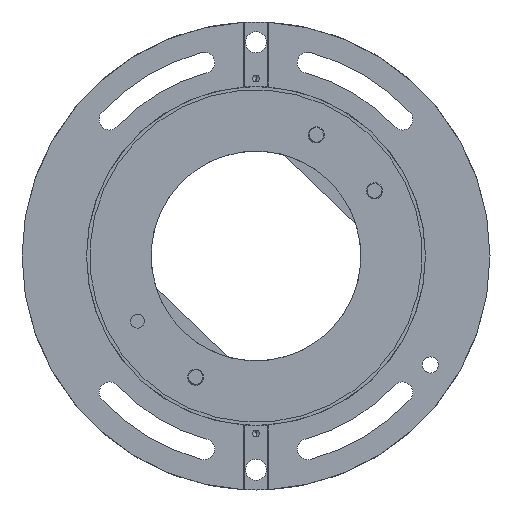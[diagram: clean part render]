
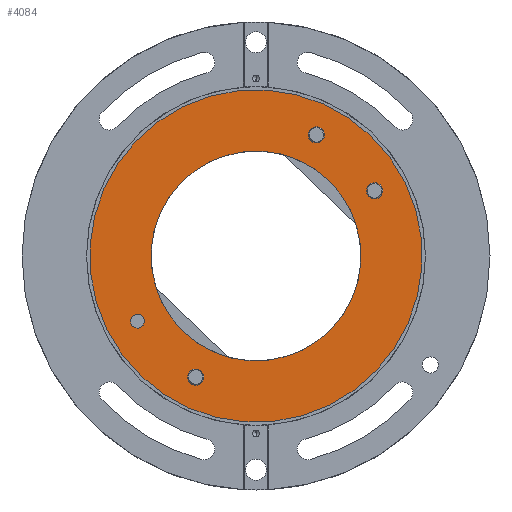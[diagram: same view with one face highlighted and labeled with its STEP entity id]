
A CAD part, front view. The second image highlights one B-rep face of the part: STEP entity #4084.
In plain terms, the highlighted face is planar.
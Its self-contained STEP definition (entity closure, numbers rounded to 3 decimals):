
#194 = CARTESIAN_POINT ( 'NONE',  ( 0., -80., -29.25 ) ) ;
#197 = CARTESIAN_POINT ( 'NONE',  ( 0., -80., 29.25 ) ) ;
#199 = CARTESIAN_POINT ( 'NONE',  ( 0., 80., -20.75 ) ) ;
#216 = CARTESIAN_POINT ( 'NONE',  ( 0., 80., 20.75 ) ) ;
#219 = CARTESIAN_POINT ( 'NONE',  ( 0., 80., 29.25 ) ) ;
#220 = CARTESIAN_POINT ( 'NONE',  ( 0., -80., 20.75 ) ) ;
#222 = CARTESIAN_POINT ( 'NONE',  ( 0., 80., -29.25 ) ) ;
#358 = CARTESIAN_POINT ( 'NONE',  ( 0., -80., -20.75 ) ) ;
#592 = CARTESIAN_POINT ( 'NONE',  ( 0., -80., 25. ) ) ;
#605 = DIRECTION ( 'NONE',  ( -1., 0., 0. ) ) ;
#621 = CARTESIAN_POINT ( 'NONE',  ( 0., 0., 0. ) ) ;
#628 = DIRECTION ( 'NONE',  ( -1., 0., 0. ) ) ;
#630 = DIRECTION ( 'NONE',  ( 0., 0., 1. ) ) ;
#634 = DIRECTION ( 'NONE',  ( 0., 0., 1. ) ) ;
#875 = CIRCLE ( 'NONE', #4956, 4.25 ) ;
#882 = CIRCLE ( 'NONE', #5017, 4.25 ) ;
#884 = CIRCLE ( 'NONE', #4998, 4.25 ) ;
#905 = CIRCLE ( 'NONE', #4990, 4.25 ) ;
#920 = CIRCLE ( 'NONE', #4999, 103. ) ;
#921 = CIRCLE ( 'NONE', #5027, 65. ) ;
#937 = CIRCLE ( 'NONE', #4931, 4.25 ) ;
#952 = CIRCLE ( 'NONE', #5008, 4.25 ) ;
#958 = CIRCLE ( 'NONE', #4983, 65. ) ;
#993 = CIRCLE ( 'NONE', #5023, 4.25 ) ;
#1945 = DIRECTION ( 'NONE',  ( 0., 0., 1. ) ) ;
#1952 = DIRECTION ( 'NONE',  ( -1., 0., 0. ) ) ;
#1961 = CARTESIAN_POINT ( 'NONE',  ( 0., -80., -25. ) ) ;
#1995 = CARTESIAN_POINT ( 'NONE',  ( 0., -80., 25. ) ) ;
#2017 = DIRECTION ( 'NONE',  ( 0., 0., 1. ) ) ;
#2025 = DIRECTION ( 'NONE',  ( -1., 0., 0. ) ) ;
#2026 = CARTESIAN_POINT ( 'NONE',  ( 0., 80., -25. ) ) ;
#2030 = DIRECTION ( 'NONE',  ( 0., 0., 1. ) ) ;
#2031 = DIRECTION ( 'NONE',  ( -1., 0., 0. ) ) ;
#2033 = CARTESIAN_POINT ( 'NONE',  ( 0., 0., 0. ) ) ;
#2034 = DIRECTION ( 'NONE',  ( 0., 0., 1. ) ) ;
#2035 = CARTESIAN_POINT ( 'NONE',  ( 0., 80., -25. ) ) ;
#2041 = DIRECTION ( 'NONE',  ( -1., 0., 0. ) ) ;
#2042 = DIRECTION ( 'NONE',  ( 0., 0., 1. ) ) ;
#2043 = DIRECTION ( 'NONE',  ( 0., 0., 1. ) ) ;
#2049 = DIRECTION ( 'NONE',  ( -1., 0., 0. ) ) ;
#2050 = CARTESIAN_POINT ( 'NONE',  ( 0., 0., 0. ) ) ;
#2057 = DIRECTION ( 'NONE',  ( -1., 0., 0. ) ) ;
#2075 = CARTESIAN_POINT ( 'NONE',  ( 0., -80., -25. ) ) ;
#2076 = DIRECTION ( 'NONE',  ( -1., 0., 0. ) ) ;
#2087 = DIRECTION ( 'NONE',  ( 0., 0., 1. ) ) ;
#2117 = CARTESIAN_POINT ( 'NONE',  ( 0., 80., 25. ) ) ;
#2118 = DIRECTION ( 'NONE',  ( -1., 0., 0. ) ) ;
#2119 = DIRECTION ( 'NONE',  ( 0., 0., 1. ) ) ;
#2124 = CARTESIAN_POINT ( 'NONE',  ( 0., 0., 0. ) ) ;
#2125 = DIRECTION ( 'NONE',  ( -1., 0., 0. ) ) ;
#2138 = DIRECTION ( 'NONE',  ( 0., 0., 1. ) ) ;
#2195 = DIRECTION ( 'NONE',  ( -1., 0., 0. ) ) ;
#2197 = DIRECTION ( 'NONE',  ( 0., 0., 1. ) ) ;
#2207 = CARTESIAN_POINT ( 'NONE',  ( 0., 80., 25. ) ) ;
#2395 = EDGE_CURVE ( 'NONE', #3746, #3717, #2939, .T. ) ;
#2400 = EDGE_CURVE ( 'NONE', #3797, #3807, #2973, .T. ) ;
#2669 = EDGE_LOOP ( 'NONE', ( #3222, #3273 ) ) ;
#2921 = FACE_BOUND ( 'NONE', #3040, .T. ) ;
#2939 = CIRCLE ( 'NONE', #5565, 4.25 ) ;
#2973 = CIRCLE ( 'NONE', #5566, 103. ) ;
#2975 = FACE_BOUND ( 'NONE', #3501, .T. ) ;
#2976 = FACE_OUTER_BOUND ( 'NONE', #2669, .T. ) ;
#2980 = FACE_BOUND ( 'NONE', #3497, .T. ) ;
#2982 = FACE_BOUND ( 'NONE', #3488, .T. ) ;
#3008 = FACE_BOUND ( 'NONE', #3041, .T. ) ;
#3040 = EDGE_LOOP ( 'NONE', ( #3279, #3199 ) ) ;
#3041 = EDGE_LOOP ( 'NONE', ( #3195, #3276 ) ) ;
#3195 = ORIENTED_EDGE ( 'NONE', *, *, #5329, .T. ) ;
#3197 = ORIENTED_EDGE ( 'NONE', *, *, #5276, .T. ) ;
#3199 = ORIENTED_EDGE ( 'NONE', *, *, #5291, .T. ) ;
#3222 = ORIENTED_EDGE ( 'NONE', *, *, #2400, .F. ) ;
#3244 = ORIENTED_EDGE ( 'NONE', *, *, #5288, .T. ) ;
#3256 = ORIENTED_EDGE ( 'NONE', *, *, #5335, .T. ) ;
#3258 = ORIENTED_EDGE ( 'NONE', *, *, #5327, .T. ) ;
#3269 = ORIENTED_EDGE ( 'NONE', *, *, #2395, .T. ) ;
#3270 = ORIENTED_EDGE ( 'NONE', *, *, #5305, .T. ) ;
#3273 = ORIENTED_EDGE ( 'NONE', *, *, #5304, .F. ) ;
#3276 = ORIENTED_EDGE ( 'NONE', *, *, #5253, .T. ) ;
#3279 = ORIENTED_EDGE ( 'NONE', *, *, #5311, .T. ) ;
#3488 = EDGE_LOOP ( 'NONE', ( #3258, #3197 ) ) ;
#3497 = EDGE_LOOP ( 'NONE', ( #3244, #3269 ) ) ;
#3501 = EDGE_LOOP ( 'NONE', ( #3256, #3270 ) ) ;
#3717 = VERTEX_POINT ( 'NONE', #197 ) ;
#3722 = VERTEX_POINT ( 'NONE', #194 ) ;
#3730 = VERTEX_POINT ( 'NONE', #222 ) ;
#3734 = VERTEX_POINT ( 'NONE', #199 ) ;
#3746 = VERTEX_POINT ( 'NONE', #220 ) ;
#3749 = VERTEX_POINT ( 'NONE', #216 ) ;
#3752 = VERTEX_POINT ( 'NONE', #219 ) ;
#3754 = VERTEX_POINT ( 'NONE', #358 ) ;
#3762 = VERTEX_POINT ( 'NONE', #4249 ) ;
#3765 = VERTEX_POINT ( 'NONE', #4272 ) ;
#3797 = VERTEX_POINT ( 'NONE', #4264 ) ;
#3807 = VERTEX_POINT ( 'NONE', #4275 ) ;
#4084 = ADVANCED_FACE ( 'NONE', ( #2980, #2982, #3008, #2921, #2976, #2975 ), #4322, .F. ) ;
#4249 = CARTESIAN_POINT ( 'NONE',  ( 0., 0., -65. ) ) ;
#4264 = CARTESIAN_POINT ( 'NONE',  ( 0., 0., 103. ) ) ;
#4272 = CARTESIAN_POINT ( 'NONE',  ( 0., 0., 65. ) ) ;
#4275 = CARTESIAN_POINT ( 'NONE',  ( 0., 0., -103. ) ) ;
#4317 = CARTESIAN_POINT ( 'NONE',  ( 0., 65., 0. ) ) ;
#4319 = DIRECTION ( 'NONE',  ( 0., 0., 1. ) ) ;
#4322 = PLANE ( 'NONE',  #5531 ) ;
#4323 = DIRECTION ( 'NONE',  ( -1., 0., 0. ) ) ;
#4931 = AXIS2_PLACEMENT_3D ( 'NONE', #1961, #1952, #1945 ) ;
#4956 = AXIS2_PLACEMENT_3D ( 'NONE', #2207, #2195, #2197 ) ;
#4983 = AXIS2_PLACEMENT_3D ( 'NONE', #2124, #2125, #2138 ) ;
#4990 = AXIS2_PLACEMENT_3D ( 'NONE', #1995, #2025, #2030 ) ;
#4998 = AXIS2_PLACEMENT_3D ( 'NONE', #2035, #2041, #2043 ) ;
#4999 = AXIS2_PLACEMENT_3D ( 'NONE', #2033, #2049, #2042 ) ;
#5008 = AXIS2_PLACEMENT_3D ( 'NONE', #2075, #2076, #2087 ) ;
#5017 = AXIS2_PLACEMENT_3D ( 'NONE', #2026, #2031, #2017 ) ;
#5023 = AXIS2_PLACEMENT_3D ( 'NONE', #2117, #2118, #2119 ) ;
#5027 = AXIS2_PLACEMENT_3D ( 'NONE', #2050, #2057, #2034 ) ;
#5253 = EDGE_CURVE ( 'NONE', #3749, #3752, #875, .T. ) ;
#5276 = EDGE_CURVE ( 'NONE', #3722, #3754, #937, .T. ) ;
#5288 = EDGE_CURVE ( 'NONE', #3717, #3746, #905, .T. ) ;
#5291 = EDGE_CURVE ( 'NONE', #3730, #3734, #882, .T. ) ;
#5304 = EDGE_CURVE ( 'NONE', #3807, #3797, #920, .T. ) ;
#5305 = EDGE_CURVE ( 'NONE', #3762, #3765, #921, .T. ) ;
#5311 = EDGE_CURVE ( 'NONE', #3734, #3730, #884, .T. ) ;
#5327 = EDGE_CURVE ( 'NONE', #3754, #3722, #952, .T. ) ;
#5329 = EDGE_CURVE ( 'NONE', #3752, #3749, #993, .T. ) ;
#5335 = EDGE_CURVE ( 'NONE', #3765, #3762, #958, .T. ) ;
#5531 = AXIS2_PLACEMENT_3D ( 'NONE', #4317, #4323, #4319 ) ;
#5565 = AXIS2_PLACEMENT_3D ( 'NONE', #592, #605, #630 ) ;
#5566 = AXIS2_PLACEMENT_3D ( 'NONE', #621, #628, #634 ) ;
